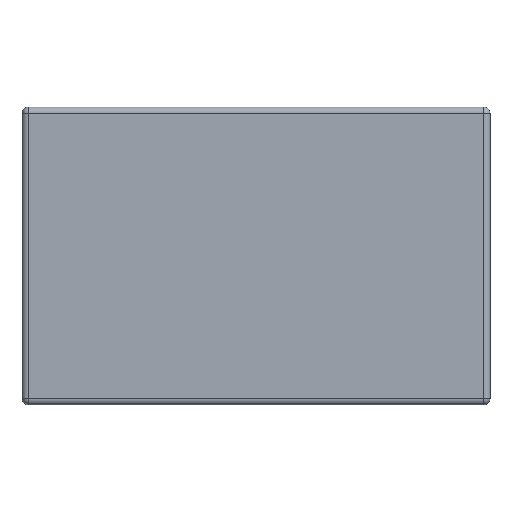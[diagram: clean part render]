
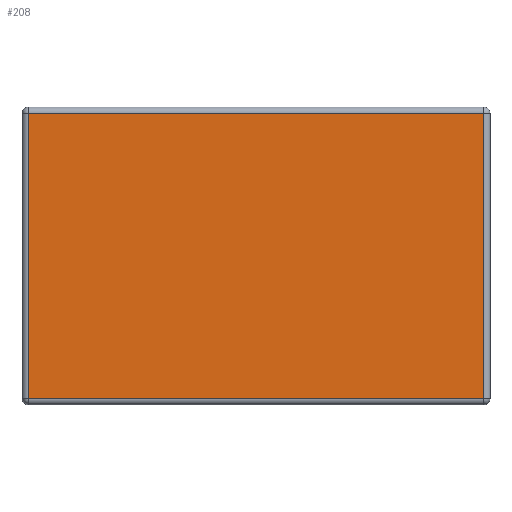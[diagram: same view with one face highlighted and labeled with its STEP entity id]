
A CAD part, top view. The second image highlights one B-rep face of the part: STEP entity #208.
In plain terms, the highlighted planar face has unit normal (0, 0, 1).
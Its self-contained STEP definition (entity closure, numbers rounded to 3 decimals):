
#208 = ADVANCED_FACE( '', ( #448 ), #449, .T. );
#448 = FACE_OUTER_BOUND( '', #721, .T. );
#449 = PLANE( '', #722 );
#721 = EDGE_LOOP( '', ( #1258, #1259, #1260, #1261 ) );
#722 = AXIS2_PLACEMENT_3D( '', #1262, #1263, #1264 );
#1258 = ORIENTED_EDGE( '', *, *, #1740, .T. );
#1259 = ORIENTED_EDGE( '', *, *, #1763, .T. );
#1260 = ORIENTED_EDGE( '', *, *, #1764, .T. );
#1261 = ORIENTED_EDGE( '', *, *, #1765, .T. );
#1262 = CARTESIAN_POINT( '', ( 0., 0., 29. ) );
#1263 = DIRECTION( '', ( 0., 0., 1. ) );
#1264 = DIRECTION( '', ( 1., 0., 0. ) );
#1740 = EDGE_CURVE( '', #2118, #2124, #2126, .T. );
#1763 = EDGE_CURVE( '', #2124, #1945, #2156, .T. );
#1764 = EDGE_CURVE( '', #1945, #2050, #2157, .T. );
#1765 = EDGE_CURVE( '', #2050, #2118, #2158, .T. );
#1945 = VERTEX_POINT( '', #2393 );
#2050 = VERTEX_POINT( '', #2537 );
#2118 = VERTEX_POINT( '', #2632 );
#2124 = VERTEX_POINT( '', #2639 );
#2126 = LINE( '', #2641, #2642 );
#2156 = LINE( '', #2685, #2686 );
#2157 = LINE( '', #2687, #2688 );
#2158 = LINE( '', #2689, #2690 );
#2393 = CARTESIAN_POINT( '', ( -53.5, 33.5, 29. ) );
#2537 = CARTESIAN_POINT( '', ( -53.5, -33.5, 29. ) );
#2632 = CARTESIAN_POINT( '', ( 53.5, -33.5, 29. ) );
#2639 = CARTESIAN_POINT( '', ( 53.5, 33.5, 29. ) );
#2641 = CARTESIAN_POINT( '', ( 53.5, 35., 29. ) );
#2642 = VECTOR( '', #2996, 1000. );
#2685 = CARTESIAN_POINT( '', ( -55., 33.5, 29. ) );
#2686 = VECTOR( '', #3010, 1000. );
#2687 = CARTESIAN_POINT( '', ( -53.5, -35., 29. ) );
#2688 = VECTOR( '', #3011, 1000. );
#2689 = CARTESIAN_POINT( '', ( 55., -33.5, 29. ) );
#2690 = VECTOR( '', #3012, 1000. );
#2996 = DIRECTION( '', ( 0., 1., 0. ) );
#3010 = DIRECTION( '', ( -1., 0., 0. ) );
#3011 = DIRECTION( '', ( 0., -1., 0. ) );
#3012 = DIRECTION( '', ( 1., 0., 0. ) );
